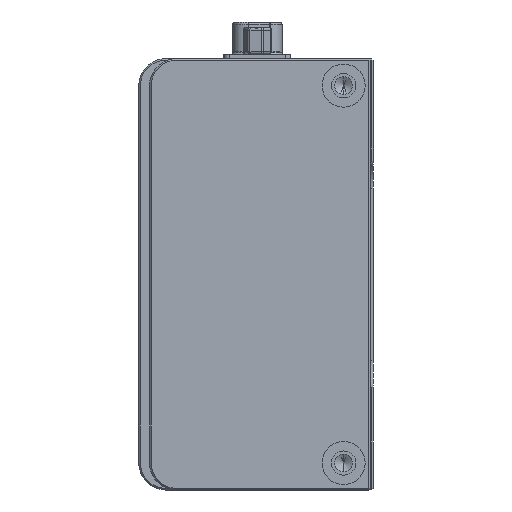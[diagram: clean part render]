
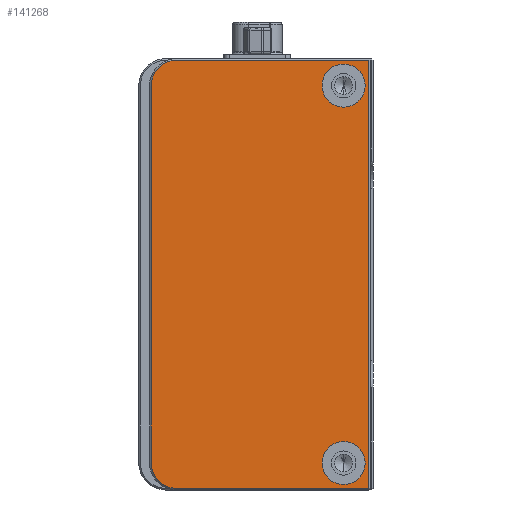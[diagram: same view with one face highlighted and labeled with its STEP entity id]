
A CAD part, left-side view. The second image highlights one B-rep face of the part: STEP entity #141268.
In plain terms, the highlighted planar face has unit normal (-1, 0, 0).
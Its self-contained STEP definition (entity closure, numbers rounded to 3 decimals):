
#2606 = CARTESIAN_POINT ( 'NONE',  ( 0., 5.5, -5. ) ) ;
#4422 = LINE ( 'NONE', #163765, #146153 ) ;
#5825 = AXIS2_PLACEMENT_3D ( 'NONE', #33152, #87175, #7296 ) ;
#6736 = LINE ( 'NONE', #64252, #10907 ) ;
#7296 = DIRECTION ( 'NONE',  ( 0., 0., 1. ) ) ;
#7790 = CARTESIAN_POINT ( 'NONE',  ( 0., 36.5, -0.3 ) ) ;
#8516 = EDGE_CURVE ( 'NONE', #111844, #136119, #6736, .T. ) ;
#8853 = CARTESIAN_POINT ( 'NONE',  ( 0., 21., -40. ) ) ;
#9003 = AXIS2_PLACEMENT_3D ( 'NONE', #163069, #58536, #71668 ) ;
#10907 = VECTOR ( 'NONE', #78069, 1000. ) ;
#11176 = LINE ( 'NONE', #110831, #62526 ) ;
#18546 = CARTESIAN_POINT ( 'NONE',  ( 0., 36.5, -79.7 ) ) ;
#21869 = ORIENTED_EDGE ( 'NONE', *, *, #62850, .T. ) ;
#23256 = DIRECTION ( 'NONE',  ( 0., -1., 0. ) ) ;
#23510 = CARTESIAN_POINT ( 'NONE',  ( 0., 41.2, -75. ) ) ;
#25053 = CIRCLE ( 'NONE', #9003, 4.7 ) ;
#26021 = VERTEX_POINT ( 'NONE', #23510 ) ;
#32275 = FACE_OUTER_BOUND ( 'NONE', #101905, .T. ) ;
#33152 = CARTESIAN_POINT ( 'NONE',  ( 0., 5.5, -75. ) ) ;
#34665 = AXIS2_PLACEMENT_3D ( 'NONE', #8853, #89328, #102520 ) ;
#38064 = VERTEX_POINT ( 'NONE', #122632 ) ;
#40210 = AXIS2_PLACEMENT_3D ( 'NONE', #108971, #121023, #81922 ) ;
#45932 = VERTEX_POINT ( 'NONE', #162065 ) ;
#49990 = DIRECTION ( 'NONE',  ( 0., 0., 1. ) ) ;
#50844 = EDGE_CURVE ( 'NONE', #45932, #38064, #142916, .T. ) ;
#51110 = DIRECTION ( 'NONE',  ( -1., 0., 0. ) ) ;
#52265 = CARTESIAN_POINT ( 'NONE',  ( 0., 5.5, -75. ) ) ;
#52369 = VERTEX_POINT ( 'NONE', #18546 ) ;
#55927 = EDGE_LOOP ( 'NONE', ( #78321, #118521 ) ) ;
#57074 = ORIENTED_EDGE ( 'NONE', *, *, #147631, .T. ) ;
#58171 = ORIENTED_EDGE ( 'NONE', *, *, #8516, .T. ) ;
#58536 = DIRECTION ( 'NONE',  ( -1., 0., 0. ) ) ;
#59430 = CARTESIAN_POINT ( 'NONE',  ( 0., 0.8, -0.3 ) ) ;
#62526 = VECTOR ( 'NONE', #127395, 1000. ) ;
#62850 = EDGE_CURVE ( 'NONE', #136119, #133681, #11176, .T. ) ;
#64252 = CARTESIAN_POINT ( 'NONE',  ( 0., 0.8, 0. ) ) ;
#69805 = DIRECTION ( 'NONE',  ( 0., 0., 1. ) ) ;
#71668 = DIRECTION ( 'NONE',  ( 0., 0., 1. ) ) ;
#78069 = DIRECTION ( 'NONE',  ( 0., 0., 1. ) ) ;
#78321 = ORIENTED_EDGE ( 'NONE', *, *, #50844, .F. ) ;
#79274 = CIRCLE ( 'NONE', #88337, 4. ) ;
#79982 = EDGE_LOOP ( 'NONE', ( #81199, #156598 ) ) ;
#81199 = ORIENTED_EDGE ( 'NONE', *, *, #139104, .F. ) ;
#81922 = DIRECTION ( 'NONE',  ( 0., 0., 1. ) ) ;
#83056 = ORIENTED_EDGE ( 'NONE', *, *, #90688, .T. ) ;
#85090 = DIRECTION ( 'NONE',  ( 0., 0., -1. ) ) ;
#86914 = DIRECTION ( 'NONE',  ( -1., 0., 0. ) ) ;
#87175 = DIRECTION ( 'NONE',  ( -1., 0., 0. ) ) ;
#88337 = AXIS2_PLACEMENT_3D ( 'NONE', #151746, #86914, #165010 ) ;
#88966 = CARTESIAN_POINT ( 'NONE',  ( 0., 41.2, -5. ) ) ;
#89328 = DIRECTION ( 'NONE',  ( -1., 0., 0. ) ) ;
#90688 = EDGE_CURVE ( 'NONE', #133681, #106709, #25053, .T. ) ;
#92008 = CIRCLE ( 'NONE', #123489, 4. ) ;
#95726 = DIRECTION ( 'NONE',  ( -1., 0., 0. ) ) ;
#99576 = AXIS2_PLACEMENT_3D ( 'NONE', #52265, #51110, #49990 ) ;
#101780 = CARTESIAN_POINT ( 'NONE',  ( 0., 5.5, -1. ) ) ;
#101905 = EDGE_LOOP ( 'NONE', ( #104097, #58171, #21869, #83056, #57074, #122070 ) ) ;
#102520 = DIRECTION ( 'NONE',  ( 0., 0., 1. ) ) ;
#104097 = ORIENTED_EDGE ( 'NONE', *, *, #145855, .T. ) ;
#104475 = EDGE_CURVE ( 'NONE', #130420, #167931, #92008, .T. ) ;
#106709 = VERTEX_POINT ( 'NONE', #88966 ) ;
#108709 = CARTESIAN_POINT ( 'NONE',  ( 0., 0.8, -79.7 ) ) ;
#108971 = CARTESIAN_POINT ( 'NONE',  ( 0., 36.5, -75. ) ) ;
#110831 = CARTESIAN_POINT ( 'NONE',  ( 0., 36.5, -0.3 ) ) ;
#111844 = VERTEX_POINT ( 'NONE', #108709 ) ;
#116547 = FACE_BOUND ( 'NONE', #79982, .T. ) ;
#116646 = CARTESIAN_POINT ( 'NONE',  ( 0., 5.5, -9. ) ) ;
#118521 = ORIENTED_EDGE ( 'NONE', *, *, #121608, .F. ) ;
#121023 = DIRECTION ( 'NONE',  ( -1., 0., 0. ) ) ;
#121608 = EDGE_CURVE ( 'NONE', #38064, #45932, #141577, .T. ) ;
#122070 = ORIENTED_EDGE ( 'NONE', *, *, #161770, .T. ) ;
#122632 = CARTESIAN_POINT ( 'NONE',  ( 0., 5.5, -79. ) ) ;
#123489 = AXIS2_PLACEMENT_3D ( 'NONE', #2606, #95726, #69805 ) ;
#127395 = DIRECTION ( 'NONE',  ( 0., 1., 0. ) ) ;
#128948 = PLANE ( 'NONE',  #34665 ) ;
#130420 = VERTEX_POINT ( 'NONE', #116646 ) ;
#133681 = VERTEX_POINT ( 'NONE', #7790 ) ;
#136119 = VERTEX_POINT ( 'NONE', #59430 ) ;
#139104 = EDGE_CURVE ( 'NONE', #167931, #130420, #79274, .T. ) ;
#140996 = CARTESIAN_POINT ( 'NONE',  ( 0., 0.5, -79.7 ) ) ;
#141015 = VECTOR ( 'NONE', #23256, 1000. ) ;
#141268 = ADVANCED_FACE ( 'NONE', ( #32275, #151401, #116547 ), #128948, .T. ) ;
#141577 = CIRCLE ( 'NONE', #5825, 4. ) ;
#142916 = CIRCLE ( 'NONE', #99576, 4. ) ;
#145086 = LINE ( 'NONE', #140996, #141015 ) ;
#145855 = EDGE_CURVE ( 'NONE', #52369, #111844, #145086, .T. ) ;
#146153 = VECTOR ( 'NONE', #85090, 1000. ) ;
#147631 = EDGE_CURVE ( 'NONE', #106709, #26021, #4422, .T. ) ;
#151401 = FACE_BOUND ( 'NONE', #55927, .T. ) ;
#151746 = CARTESIAN_POINT ( 'NONE',  ( 0., 5.5, -5. ) ) ;
#156598 = ORIENTED_EDGE ( 'NONE', *, *, #104475, .F. ) ;
#161770 = EDGE_CURVE ( 'NONE', #26021, #52369, #164981, .T. ) ;
#162065 = CARTESIAN_POINT ( 'NONE',  ( 0., 5.5, -71. ) ) ;
#163069 = CARTESIAN_POINT ( 'NONE',  ( 0., 36.5, -5. ) ) ;
#163765 = CARTESIAN_POINT ( 'NONE',  ( 0., 41.2, -75. ) ) ;
#164981 = CIRCLE ( 'NONE', #40210, 4.7 ) ;
#165010 = DIRECTION ( 'NONE',  ( 0., 0., 1. ) ) ;
#167931 = VERTEX_POINT ( 'NONE', #101780 ) ;
